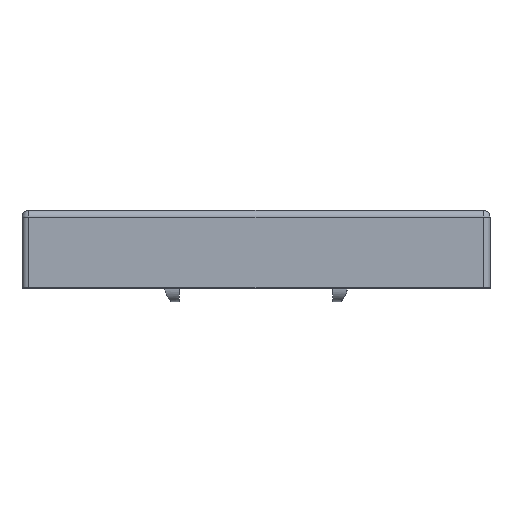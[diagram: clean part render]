
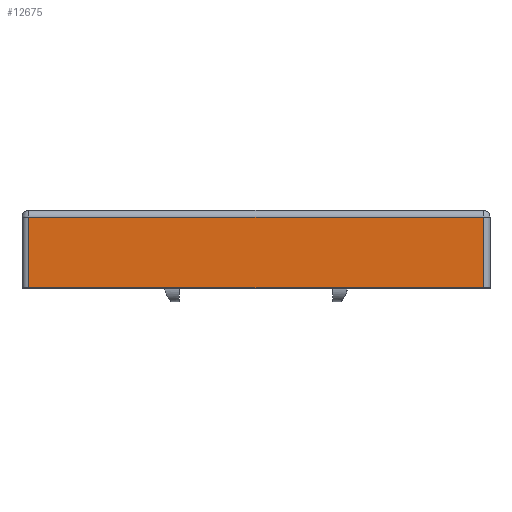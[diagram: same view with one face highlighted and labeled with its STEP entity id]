
A CAD part, top view. The second image highlights one B-rep face of the part: STEP entity #12675.
In plain terms, the highlighted planar face has unit normal (0, 0, 1).
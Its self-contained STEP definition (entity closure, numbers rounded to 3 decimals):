
#1777=FACE_OUTER_BOUND('',#2569,.T.);
#2569=EDGE_LOOP('',(#11664,#11665,#11666,#11667));
#3685=LINE('',#23556,#4893);
#3778=LINE('',#23871,#4986);
#3779=LINE('',#23874,#4987);
#3780=LINE('',#23877,#4988);
#4893=VECTOR('',#14811,10.);
#4986=VECTOR('',#15062,10.);
#4987=VECTOR('',#15065,10.);
#4988=VECTOR('',#15070,10.);
#6124=VERTEX_POINT('',#23553);
#6125=VERTEX_POINT('',#23555);
#6202=VERTEX_POINT('',#23867);
#6203=VERTEX_POINT('',#23873);
#7897=EDGE_CURVE('',#6125,#6124,#3685,.T.);
#8025=EDGE_CURVE('',#6125,#6202,#3778,.T.);
#8026=EDGE_CURVE('',#6202,#6203,#3779,.T.);
#8028=EDGE_CURVE('',#6203,#6124,#3780,.T.);
#11664=ORIENTED_EDGE('',*,*,#8025,.F.);
#11665=ORIENTED_EDGE('',*,*,#7897,.T.);
#11666=ORIENTED_EDGE('',*,*,#8028,.F.);
#11667=ORIENTED_EDGE('',*,*,#8026,.F.);
#12026=PLANE('',#13073);
#12675=ADVANCED_FACE('',(#1777),#12026,.T.);
#13073=AXIS2_PLACEMENT_3D('',#23876,#15068,#15069);
#14811=DIRECTION('',(1.,0.,0.));
#15062=DIRECTION('',(0.,1.,0.));
#15065=DIRECTION('',(1.,0.,0.));
#15068=DIRECTION('center_axis',(0.,0.,1.));
#15069=DIRECTION('ref_axis',(-1.,0.,0.));
#15070=DIRECTION('',(0.,-1.,0.));
#23553=CARTESIAN_POINT('',(99.75,0.492,60.742));
#23555=CARTESIAN_POINT('',(-33.75,0.492,60.742));
#23556=CARTESIAN_POINT('',(67.375,0.492,60.742));
#23867=CARTESIAN_POINT('',(-33.75,21.242,60.742));
#23871=CARTESIAN_POINT('',(-33.75,-19.758,60.742));
#23873=CARTESIAN_POINT('',(99.75,21.242,60.742));
#23874=CARTESIAN_POINT('',(67.375,21.242,60.742));
#23876=CARTESIAN_POINT('Origin',(101.75,-19.758,60.742));
#23877=CARTESIAN_POINT('',(99.75,-19.758,60.742));
